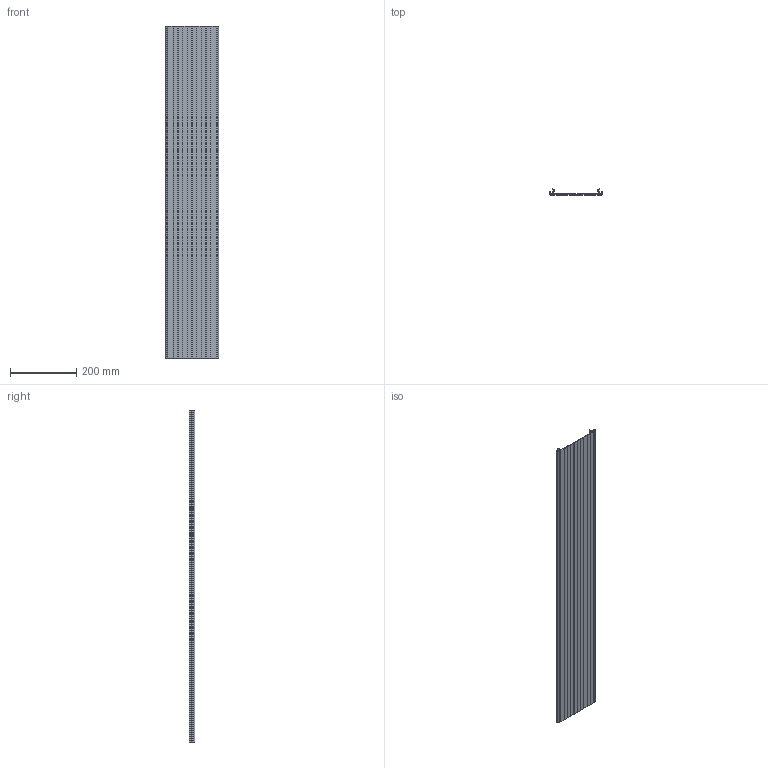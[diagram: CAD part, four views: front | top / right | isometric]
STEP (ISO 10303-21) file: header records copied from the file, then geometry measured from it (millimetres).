
FILE_DESCRIPTION(/* description */ (''),/* implementation_level */ '2;1');
FILE_NAME(/* name */ '10165_KriTec_Kabelkanal_Traeger-_Deckelprofil_160.stp',/* time_stamp */ '2015-07-10T15:55:55+02:00',/* author */ ('kostic'),/* organization */ (''),/* preprocessor_version */ 'ST-DEVELOPER v15.2',/* originating_system */ 'Autodesk Inventor 2014',/* authorisation */ '');
FILE_SCHEMA (('CONFIG_CONTROL_DESIGN'));
Length unit declared in the file: millimetre
Products named in the file (1): 10165_KriTec_Kabelkanal_Traeger-_Deckelprofil_160
Bounding box: 160 x 16.5 x 1000 mm (x, y, z)
Volume: 471419.2 mm3; surface area: 431065.5 mm2
Topology: 1 solids, 1 shells, 125 faces, 369 edges, 246 vertices
Faces by surface type: plane 69, cylinder 56
Entity records: 4219 total; most frequent: CARTESIAN_POINT 741, ORIENTED_EDGE 738, DIRECTION 733, EDGE_CURVE 369, LINE 257, VECTOR 257, VERTEX_POINT 246, AXIS2_PLACEMENT_3D 238
